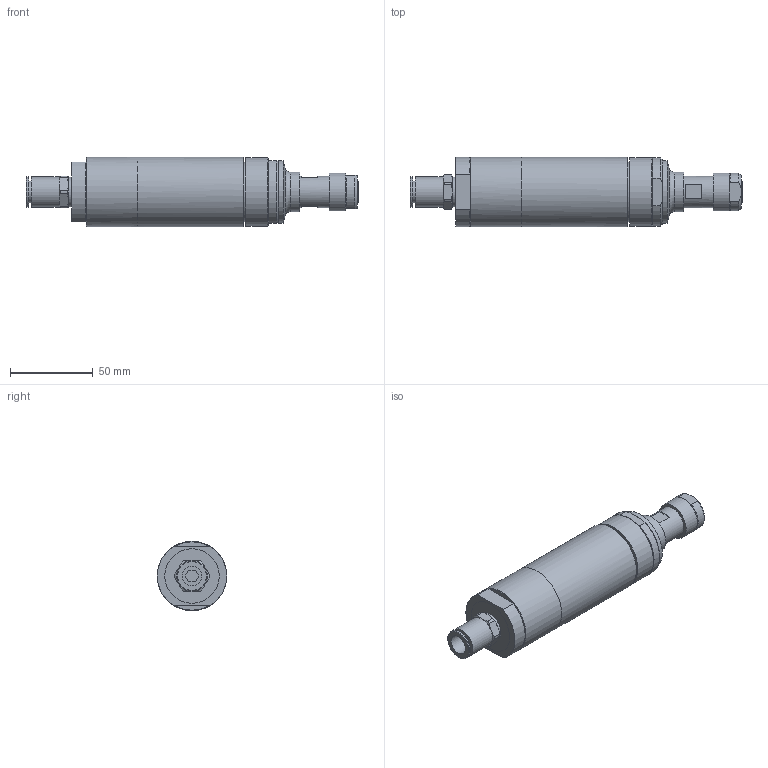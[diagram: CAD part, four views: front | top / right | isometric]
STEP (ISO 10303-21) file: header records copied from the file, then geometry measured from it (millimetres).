
FILE_DESCRIPTION(/* description */ (''),/* implementation_level */ '2;1');
FILE_NAME(/* name */ 'EBM 2900 S_29937617.stp',/* time_stamp */ '2019-01-08T11:38:54+01:00',/* author */ ('flambert'),/* organization */ (''),/* preprocessor_version */ 'ST-DEVELOPER v17',/* originating_system */ 'Autodesk Inventor 2018',/* authorisation */ '');
FILE_SCHEMA (('AUTOMOTIVE_DESIGN { 1 0 10303 214 3 1 1 }'));
Length unit declared in the file: millimetre
Products named in the file (1): EBM 2900 S_29937617
Bounding box: 200.97 x 42 x 42 mm (x, y, z)
Volume: 193522.2 mm3; surface area: 32448.9 mm2
Topology: 1 solids, 1 shells, 237 faces, 706 edges, 456 vertices
Faces by surface type: plane 112, cone 66, cylinder 57, torus 2
Full cylindrical faces by diameter (mm): 6 x1, 9.525 x1, 10.5 x1, 12 x1, 13.2 x2, 17.917 x1, 18 x1, 18.5 x2, 19 x3, 19.5 x1, 23 x1, 24 x1, 36 x1, 38 x1, 41.5 x1, 42 x2
Entity records: 8363 total; most frequent: CARTESIAN_POINT 1811, ORIENTED_EDGE 1412, DIRECTION 1328, EDGE_CURVE 706, AXIS2_PLACEMENT_3D 551, VERTEX_POINT 456, CIRCLE 313, EDGE_LOOP 258
